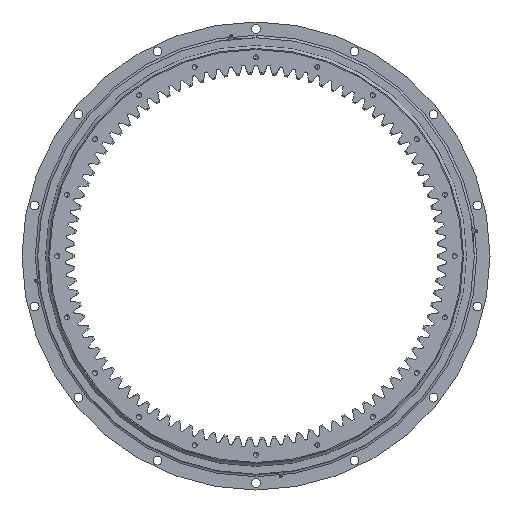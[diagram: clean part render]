
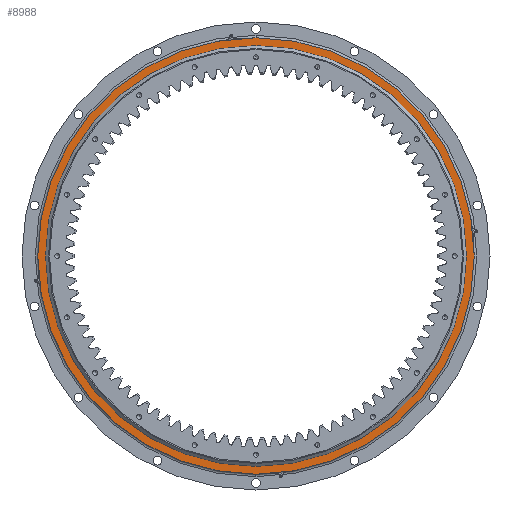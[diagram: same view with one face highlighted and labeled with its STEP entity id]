
A CAD part, front view. The second image highlights one B-rep face of the part: STEP entity #8988.
In plain terms, the highlighted planar face has unit normal (0, -1, 0).
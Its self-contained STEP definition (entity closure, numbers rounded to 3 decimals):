
#299 = EDGE_CURVE ( 'NONE', #17316, #16080, #18482, .T. ) ;
#531 = AXIS2_PLACEMENT_3D ( 'NONE', #2682, #17465, #4798 ) ;
#1533 = CARTESIAN_POINT ( 'NONE',  ( 0., -18., 0. ) ) ;
#2682 = CARTESIAN_POINT ( 'NONE',  ( 0., -18., 0. ) ) ;
#3643 = DIRECTION ( 'NONE',  ( 0., 0., 1. ) ) ;
#3875 = CARTESIAN_POINT ( 'NONE',  ( 0., -18., -442. ) ) ;
#4071 = CIRCLE ( 'NONE', #15072, 442. ) ;
#4798 = DIRECTION ( 'NONE',  ( 0., 0., -1. ) ) ;
#5805 = DIRECTION ( 'NONE',  ( 0., -1., 0. ) ) ;
#6876 = ORIENTED_EDGE ( 'NONE', *, *, #11390, .T. ) ;
#6927 = DIRECTION ( 'NONE',  ( 0., 0., 1. ) ) ;
#6934 = PLANE ( 'NONE',  #7544 ) ;
#7029 = DIRECTION ( 'NONE',  ( 0., 0., -1. ) ) ;
#7413 = EDGE_CURVE ( 'NONE', #16080, #17316, #24440, .T. ) ;
#7544 = AXIS2_PLACEMENT_3D ( 'NONE', #19619, #19701, #7029 ) ;
#7584 = ORIENTED_EDGE ( 'NONE', *, *, #299, .F. ) ;
#7881 = AXIS2_PLACEMENT_3D ( 'NONE', #1533, #16313, #3643 ) ;
#8723 = EDGE_LOOP ( 'NONE', ( #11975, #6876 ) ) ;
#8988 = ADVANCED_FACE ( 'NONE', ( #15088, #25669 ), #6934, .F. ) ;
#11390 = EDGE_CURVE ( 'NONE', #12323, #19843, #4071, .T. ) ;
#11975 = ORIENTED_EDGE ( 'NONE', *, *, #16891, .T. ) ;
#12323 = VERTEX_POINT ( 'NONE', #3875 ) ;
#12365 = CARTESIAN_POINT ( 'NONE',  ( 0., -18., 0. ) ) ;
#14457 = DIRECTION ( 'NONE',  ( 0., 0., -1. ) ) ;
#15072 = AXIS2_PLACEMENT_3D ( 'NONE', #12365, #27130, #14457 ) ;
#15088 = FACE_BOUND ( 'NONE', #20212, .T. ) ;
#15680 = ORIENTED_EDGE ( 'NONE', *, *, #7413, .F. ) ;
#16080 = VERTEX_POINT ( 'NONE', #16317 ) ;
#16313 = DIRECTION ( 'NONE',  ( 0., -1., 0. ) ) ;
#16317 = CARTESIAN_POINT ( 'NONE',  ( 0., -18., 422.75 ) ) ;
#16891 = EDGE_CURVE ( 'NONE', #19843, #12323, #19599, .T. ) ;
#16971 = CARTESIAN_POINT ( 'NONE',  ( 0., -18., -422.75 ) ) ;
#17316 = VERTEX_POINT ( 'NONE', #16971 ) ;
#17465 = DIRECTION ( 'NONE',  ( 0., -1., 0. ) ) ;
#18471 = CARTESIAN_POINT ( 'NONE',  ( 0., -18., 0. ) ) ;
#18482 = CIRCLE ( 'NONE', #27113, 422.75 ) ;
#19599 = CIRCLE ( 'NONE', #531, 442. ) ;
#19619 = CARTESIAN_POINT ( 'NONE',  ( 0., -18., 474. ) ) ;
#19701 = DIRECTION ( 'NONE',  ( 0., 1., 0. ) ) ;
#19843 = VERTEX_POINT ( 'NONE', #22145 ) ;
#20212 = EDGE_LOOP ( 'NONE', ( #15680, #7584 ) ) ;
#22145 = CARTESIAN_POINT ( 'NONE',  ( 0., -18., 442. ) ) ;
#24440 = CIRCLE ( 'NONE', #7881, 422.75 ) ;
#25669 = FACE_OUTER_BOUND ( 'NONE', #8723, .T. ) ;
#27113 = AXIS2_PLACEMENT_3D ( 'NONE', #18471, #5805, #6927 ) ;
#27130 = DIRECTION ( 'NONE',  ( 0., -1., 0. ) ) ;
